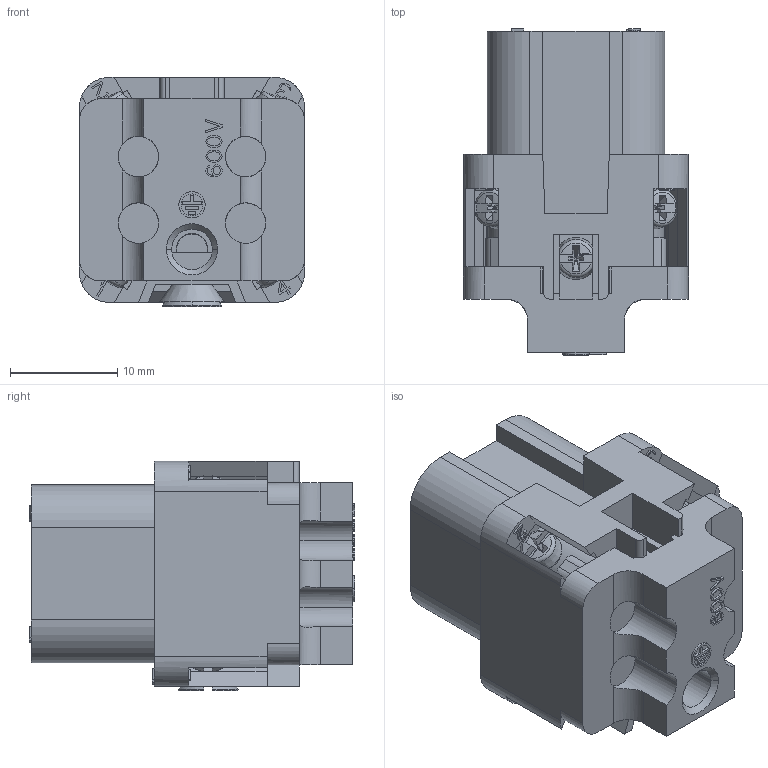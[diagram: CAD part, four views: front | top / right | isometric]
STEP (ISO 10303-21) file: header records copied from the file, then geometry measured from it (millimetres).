
FILE_DESCRIPTION(/* description */ (''),/* implementation_level */ '2;1');
FILE_NAME(/* name */ 'C146_10B004_002_4.stp',/* time_stamp */ '2016-04-13T09:01:01+02:00',/* author */ (''),/* organization */ (''),/* preprocessor_version */ 'ST-DEVELOPER v15',/* originating_system */ 'SIEMENS PLM Software NX 9.0',/* authorisation */ '');
FILE_SCHEMA (('CONFIG_CONTROL_DESIGN'));
Length unit declared in the file: millimetre
Products named in the file (1): c146 10b004 002 4nxm001-04
Bounding box: 21 x 30.4 x 21.4 mm (x, y, z)
Volume: 8350.1 mm3; surface area: 4346.5 mm2
Topology: 1 solids, 3 shells, 1245 faces, 3468 edges, 2285 vertices
Faces by surface type: plane 1065, cylinder 110, cone 30, torus 30, bspline 10
Entity records: 40869 total; most frequent: CARTESIAN_POINT 8924, ORIENTED_EDGE 6936, DIRECTION 6091, EDGE_CURVE 3468, LINE 2923, VECTOR 2923, VERTEX_POINT 2285, AXIS2_PLACEMENT_3D 1584
